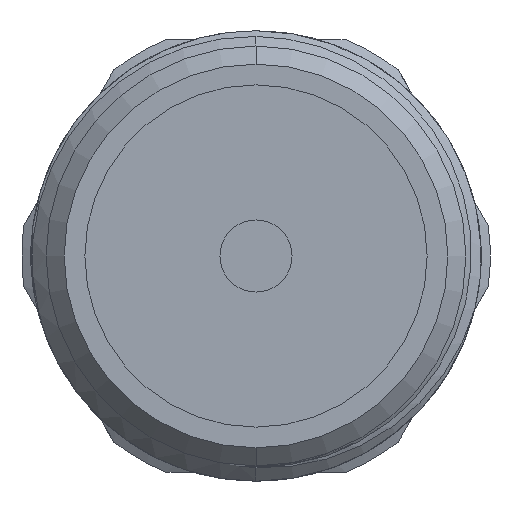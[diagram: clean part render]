
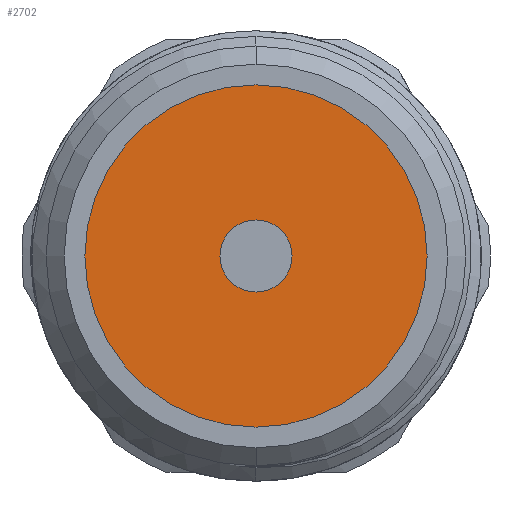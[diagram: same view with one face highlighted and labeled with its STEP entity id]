
A CAD part, front view. The second image highlights one B-rep face of the part: STEP entity #2702.
In plain terms, the highlighted planar face has unit normal (0, -1, 0).
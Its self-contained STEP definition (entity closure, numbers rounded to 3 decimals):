
#75 = CARTESIAN_POINT ( 'NONE',  ( 0., 26.4, 0. ) ) ;
#86 = CARTESIAN_POINT ( 'NONE',  ( 0., 26.4, 2. ) ) ;
#283 = DIRECTION ( 'NONE',  ( 0., -1., 0. ) ) ;
#392 = DIRECTION ( 'NONE',  ( 0., 0., -1. ) ) ;
#395 = AXIS2_PLACEMENT_3D ( 'NONE', #2776, #3086, #1188 ) ;
#530 = DIRECTION ( 'NONE',  ( 0., 1., 0. ) ) ;
#776 = CARTESIAN_POINT ( 'NONE',  ( 0., 26.4, -2. ) ) ;
#863 = PLANE ( 'NONE',  #395 ) ;
#957 = VERTEX_POINT ( 'NONE', #86 ) ;
#973 = CARTESIAN_POINT ( 'NONE',  ( 0., 26.4, 0. ) ) ;
#1115 = EDGE_LOOP ( 'NONE', ( #3437, #3199 ) ) ;
#1160 = VERTEX_POINT ( 'NONE', #776 ) ;
#1188 = DIRECTION ( 'NONE',  ( 0., 0., -1. ) ) ;
#1241 = AXIS2_PLACEMENT_3D ( 'NONE', #973, #3186, #1290 ) ;
#1290 = DIRECTION ( 'NONE',  ( 0., 0., -1. ) ) ;
#1544 = FACE_OUTER_BOUND ( 'NONE', #1115, .T. ) ;
#1638 = FACE_BOUND ( 'NONE', #3783, .T. ) ;
#1860 = CIRCLE ( 'NONE', #2471, 9.5 ) ;
#1960 = ORIENTED_EDGE ( 'NONE', *, *, #3939, .T. ) ;
#2042 = VERTEX_POINT ( 'NONE', #2997 ) ;
#2154 = CARTESIAN_POINT ( 'NONE',  ( 0., 26.4, -9.5 ) ) ;
#2174 = CARTESIAN_POINT ( 'NONE',  ( 0., 26.4, 0. ) ) ;
#2257 = AXIS2_PLACEMENT_3D ( 'NONE', #2416, #530, #2739 ) ;
#2280 = DIRECTION ( 'NONE',  ( 0., 1., 0. ) ) ;
#2416 = CARTESIAN_POINT ( 'NONE',  ( 0., 26.4, 0. ) ) ;
#2471 = AXIS2_PLACEMENT_3D ( 'NONE', #2174, #283, #2483 ) ;
#2483 = DIRECTION ( 'NONE',  ( 0., 0., -1. ) ) ;
#2549 = ORIENTED_EDGE ( 'NONE', *, *, #3582, .T. ) ;
#2702 = ADVANCED_FACE ( 'NONE', ( #1638, #1544 ), #863, .T. ) ;
#2724 = VERTEX_POINT ( 'NONE', #2154 ) ;
#2739 = DIRECTION ( 'NONE',  ( 0., 0., -1. ) ) ;
#2772 = AXIS2_PLACEMENT_3D ( 'NONE', #75, #2280, #392 ) ;
#2776 = CARTESIAN_POINT ( 'NONE',  ( 0., 26.4, 0. ) ) ;
#2797 = EDGE_CURVE ( 'NONE', #2042, #2724, #3880, .T. ) ;
#2997 = CARTESIAN_POINT ( 'NONE',  ( 0., 26.4, 9.5 ) ) ;
#3086 = DIRECTION ( 'NONE',  ( 0., -1., 0. ) ) ;
#3097 = CIRCLE ( 'NONE', #2772, 2. ) ;
#3186 = DIRECTION ( 'NONE',  ( 0., -1., 0. ) ) ;
#3199 = ORIENTED_EDGE ( 'NONE', *, *, #2797, .T. ) ;
#3437 = ORIENTED_EDGE ( 'NONE', *, *, #4093, .T. ) ;
#3444 = CIRCLE ( 'NONE', #2257, 2. ) ;
#3582 = EDGE_CURVE ( 'NONE', #957, #1160, #3097, .T. ) ;
#3783 = EDGE_LOOP ( 'NONE', ( #1960, #2549 ) ) ;
#3880 = CIRCLE ( 'NONE', #1241, 9.5 ) ;
#3939 = EDGE_CURVE ( 'NONE', #1160, #957, #3444, .T. ) ;
#4093 = EDGE_CURVE ( 'NONE', #2724, #2042, #1860, .T. ) ;
